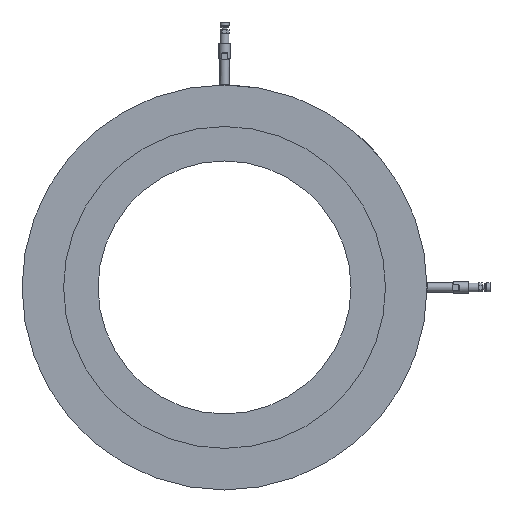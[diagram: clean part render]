
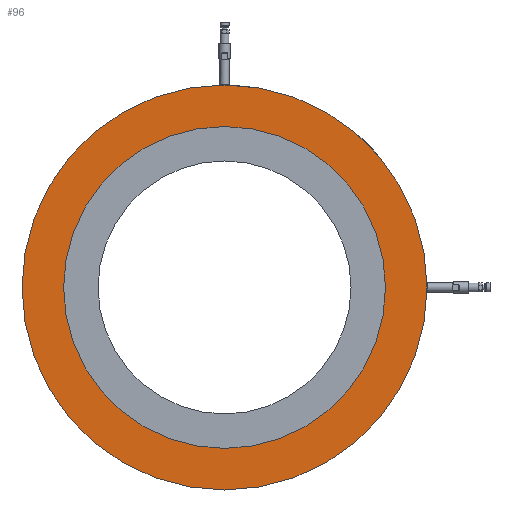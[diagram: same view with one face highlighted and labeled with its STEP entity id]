
A CAD part, left-side view. The second image highlights one B-rep face of the part: STEP entity #96.
In plain terms, the highlighted planar face has unit normal (-1, 0, 0).
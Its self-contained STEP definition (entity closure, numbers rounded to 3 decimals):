
#96 = ADVANCED_FACE( '', ( #234, #235 ), #236, .F. );
#234 = FACE_BOUND( '', #469, .T. );
#235 = FACE_OUTER_BOUND( '', #470, .T. );
#236 = PLANE( '', #471 );
#469 = EDGE_LOOP( '', ( #828 ) );
#470 = EDGE_LOOP( '', ( #829 ) );
#471 = AXIS2_PLACEMENT_3D( '', #830, #831, #832 );
#828 = ORIENTED_EDGE( '', *, *, #1462, .F. );
#829 = ORIENTED_EDGE( '', *, *, #1387, .T. );
#830 = CARTESIAN_POINT( '', ( -28., 0., 309. ) );
#831 = DIRECTION( '', ( 1., 0., 0. ) );
#832 = DIRECTION( '', ( 0., 0., -1. ) );
#1387 = EDGE_CURVE( '', #1617, #1617, #1618, .T. );
#1462 = EDGE_CURVE( '', #1753, #1753, #1754, .T. );
#1617 = VERTEX_POINT( '', #1983 );
#1618 = CIRCLE( '', #1984, 309. );
#1753 = VERTEX_POINT( '', #2383 );
#1754 = CIRCLE( '', #2384, 245.5 );
#1983 = CARTESIAN_POINT( '', ( -28., 0., 309. ) );
#1984 = AXIS2_PLACEMENT_3D( '', #2691, #2692, #2693 );
#2383 = CARTESIAN_POINT( '', ( -28., 0., 245.5 ) );
#2384 = AXIS2_PLACEMENT_3D( '', #2831, #2832, #2833 );
#2691 = CARTESIAN_POINT( '', ( -28., 0., 0. ) );
#2692 = DIRECTION( '', ( -1., 0., 0. ) );
#2693 = DIRECTION( '', ( 0., 0., 1. ) );
#2831 = CARTESIAN_POINT( '', ( -28., 0., 0. ) );
#2832 = DIRECTION( '', ( -1., 0., 0. ) );
#2833 = DIRECTION( '', ( 0., 0., 1. ) );
